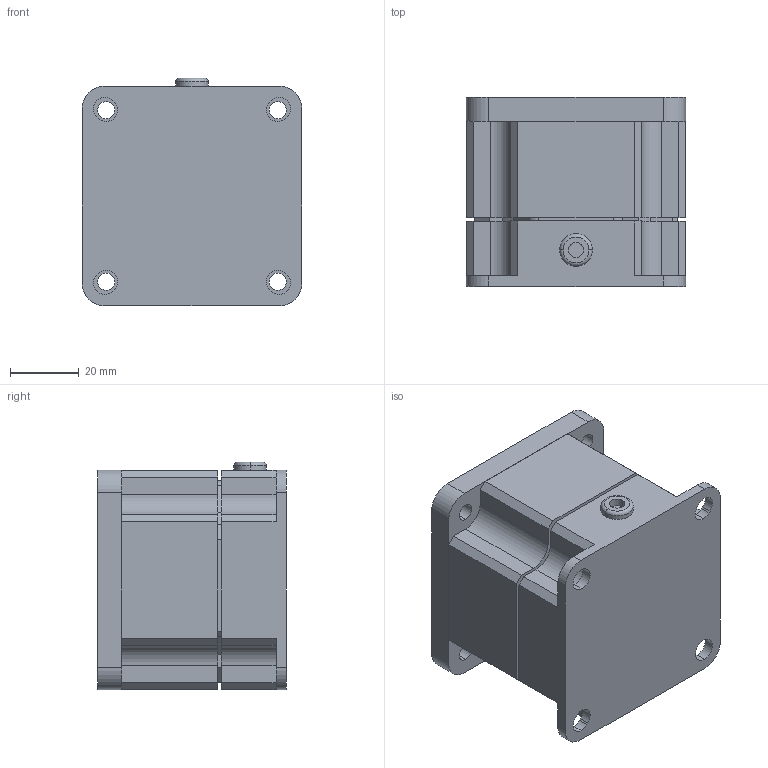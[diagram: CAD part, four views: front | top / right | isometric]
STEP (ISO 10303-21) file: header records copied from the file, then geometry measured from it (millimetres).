
FILE_DESCRIPTION (( 'STEP AP203' ), '1' );
FILE_NAME ('VSR20x-VxT4.step', '2023-05-17T23:17:13', ( '' ), ( '' ), 'SwSTEP 2.0', 'SolidWorks 2019', '' );
FILE_SCHEMA (( 'CONFIG_CONTROL_DESIGN' ));
Length unit declared in the file: millimetre
Products named in the file (3): VSR_top^VSR_VSR20-V; VSR_base^VSR_VSR20-VT4; VSR20x-VxT4
Assembly tree (2 placements, depth 2):
  VSR20x-VxT4
    VSR_base^VSR_VSR20-VT4
    VSR_top^VSR_VSR20-V
Bounding box: 64 x 55 x 66.3 mm (x, y, z)
Volume: 184659.7 mm3; surface area: 45061 mm2
Topology: 14 solids, 14 shells, 338 faces, 838 edges, 558 vertices
Faces by surface type: plane 208, cylinder 128, torus 2
Entity records: 10419 total; most frequent: DIRECTION 1784, CARTESIAN_POINT 1739, ORIENTED_EDGE 1676, EDGE_CURVE 838, AXIS2_PLACEMENT_3D 603, VECTOR 578, LINE 578, VERTEX_POINT 558
